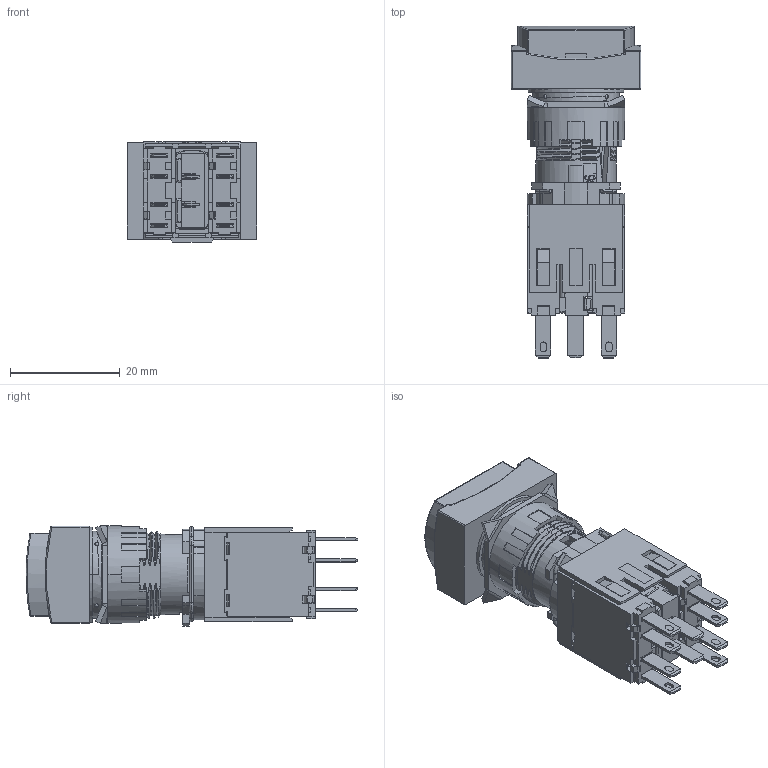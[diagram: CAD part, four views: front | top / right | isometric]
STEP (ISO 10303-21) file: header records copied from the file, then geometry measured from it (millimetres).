
FILE_DESCRIPTION((''),'2;1');
FILE_NAME('152923700A53_SW0001','2021-01-19T09:42:28',('SESA46431'),('Schneider-Electric'),'CREO PARAMETRIC BY PTC INC, 2019164','CREO PARAMETRIC BY PTC INC, 2019164','');
FILE_SCHEMA(('AP242_MANAGED_MODEL_BASED_3D_ENGINEERING_MIM_LF { 1 0 10303 442 1 1 4 }'));
Products named in the file (1): 152923700A53_SW0001
Bounding box: 23.7 x 60.63 x 18.3 mm (x, y, z)
Volume: 6866.8 mm3; surface area: 16220.1 mm2
Topology: 4 solids, 8 shells, 2751 faces, 7915 edges, 5075 vertices
Faces by surface type: plane 1973, cylinder 456, bspline 166, cone 62, torus 54, sphere 40
Entity records: 142887 total; most frequent: CARTESIAN_POINT 54026, ORIENTED_EDGE 15782, DIRECTION 13258, EDGE_CURVE 7891, VECTOR 5730, LINE 5730, VERTEX_POINT 5075, AXIS2_PLACEMENT_3D 3764
